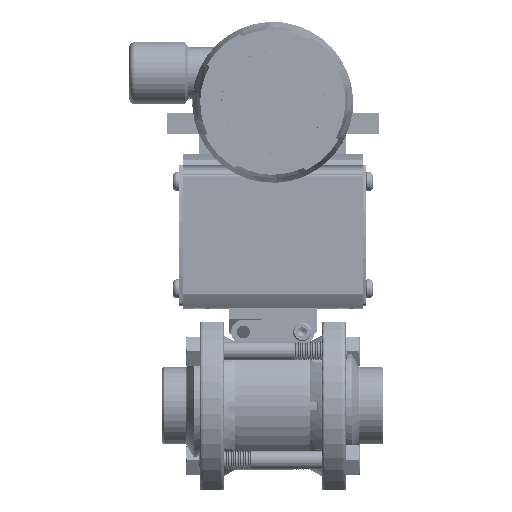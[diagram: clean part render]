
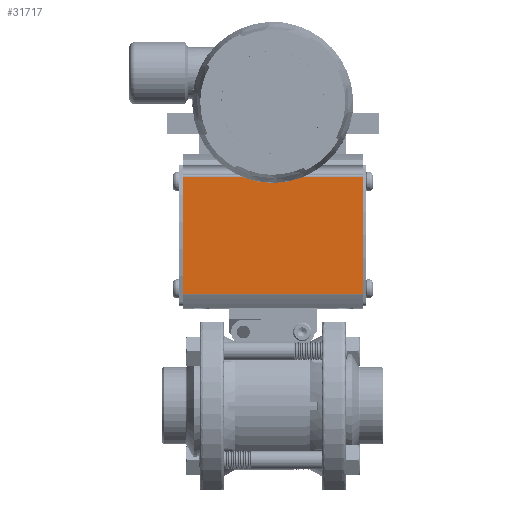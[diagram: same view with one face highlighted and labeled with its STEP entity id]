
A CAD part, top view. The second image highlights one B-rep face of the part: STEP entity #31717.
In plain terms, the highlighted planar face has unit normal (0, 0, 1).
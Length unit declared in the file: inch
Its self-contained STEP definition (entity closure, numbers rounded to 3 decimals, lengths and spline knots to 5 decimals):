
#4149 = CARTESIAN_POINT ( 'NONE',  ( -1.51095, 3.80036, 3.281 ) ) ;
#20021 = LINE ( 'NONE', #210371, #191480 ) ;
#20125 = EDGE_LOOP ( 'NONE', ( #162316, #211353, #117164, #56044 ) ) ;
#31717 = ADVANCED_FACE ( 'NONE', ( #99781 ), #142374, .F. ) ;
#37510 = DIRECTION ( 'NONE',  ( 0., 1., 0. ) ) ;
#42615 = DIRECTION ( 'NONE',  ( 1., 0., 0. ) ) ;
#43513 = DIRECTION ( 'NONE',  ( 0., -1., 0. ) ) ;
#45861 = VECTOR ( 'NONE', #197008, 39.37008 ) ;
#50666 = CARTESIAN_POINT ( 'NONE',  ( -1.51095, 1.79883, 3.281 ) ) ;
#51084 = LINE ( 'NONE', #96712, #45861 ) ;
#53263 = EDGE_CURVE ( 'NONE', #64576, #78008, #20021, .T. ) ;
#56044 = ORIENTED_EDGE ( 'NONE', *, *, #196796, .T. ) ;
#64576 = VERTEX_POINT ( 'NONE', #108359 ) ;
#78008 = VERTEX_POINT ( 'NONE', #95407 ) ;
#79968 = EDGE_CURVE ( 'NONE', #64576, #198387, #51084, .T. ) ;
#84622 = LINE ( 'NONE', #4149, #178287 ) ;
#86398 = VECTOR ( 'NONE', #42615, 39.37008 ) ;
#87657 = VERTEX_POINT ( 'NONE', #50666 ) ;
#95407 = CARTESIAN_POINT ( 'NONE',  ( 1.54405, 1.79883, 3.281 ) ) ;
#96712 = CARTESIAN_POINT ( 'NONE',  ( -5.02378, 3.79309, 3.281 ) ) ;
#96804 = LINE ( 'NONE', #142172, #86398 ) ;
#99781 = FACE_OUTER_BOUND ( 'NONE', #20125, .T. ) ;
#108359 = CARTESIAN_POINT ( 'NONE',  ( 1.54405, 3.79309, 3.281 ) ) ;
#117164 = ORIENTED_EDGE ( 'NONE', *, *, #154221, .F. ) ;
#127581 = DIRECTION ( 'NONE',  ( 0., -1., 0. ) ) ;
#142172 = CARTESIAN_POINT ( 'NONE',  ( -5.02378, 1.79883, 3.281 ) ) ;
#142374 = PLANE ( 'NONE',  #172415 ) ;
#143108 = DIRECTION ( 'NONE',  ( 0., 0., -1. ) ) ;
#154221 = EDGE_CURVE ( 'NONE', #87657, #198387, #84622, .T. ) ;
#162316 = ORIENTED_EDGE ( 'NONE', *, *, #53263, .F. ) ;
#172415 = AXIS2_PLACEMENT_3D ( 'NONE', #175101, #143108, #43513 ) ;
#175101 = CARTESIAN_POINT ( 'NONE',  ( -5.02378, 3.80036, 3.281 ) ) ;
#178287 = VECTOR ( 'NONE', #37510, 39.37008 ) ;
#181905 = CARTESIAN_POINT ( 'NONE',  ( -1.51095, 3.79309, 3.281 ) ) ;
#191480 = VECTOR ( 'NONE', #127581, 39.37008 ) ;
#196796 = EDGE_CURVE ( 'NONE', #87657, #78008, #96804, .T. ) ;
#197008 = DIRECTION ( 'NONE',  ( -1., 0., 0. ) ) ;
#198387 = VERTEX_POINT ( 'NONE', #181905 ) ;
#210371 = CARTESIAN_POINT ( 'NONE',  ( 1.54405, 3.80036, 3.281 ) ) ;
#211353 = ORIENTED_EDGE ( 'NONE', *, *, #79968, .T. ) ;
